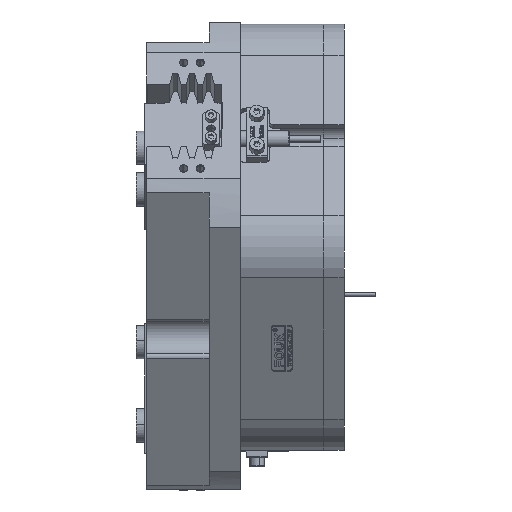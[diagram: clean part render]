
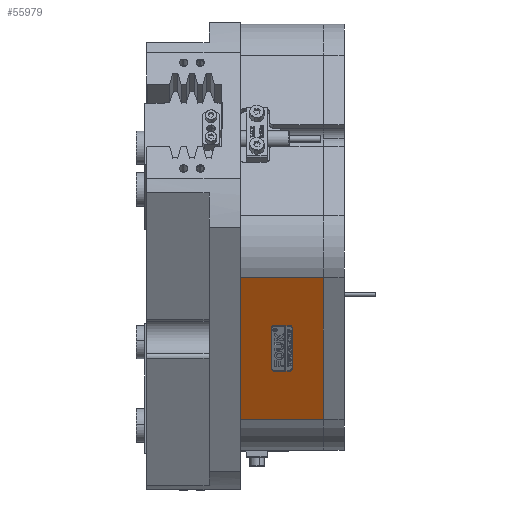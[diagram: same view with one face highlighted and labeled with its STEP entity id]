
A CAD part, left-side view. The second image highlights one B-rep face of the part: STEP entity #55979.
In plain terms, the highlighted planar face has unit normal (-0.866, 0, -0.5).
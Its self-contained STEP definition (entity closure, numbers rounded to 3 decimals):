
#710 = DIRECTION ( 'NONE',  ( 0., -1., 0. ) ) ;
#738 = DIRECTION ( 'NONE',  ( -0.5, 0., 0.866 ) ) ;
#775 = VERTEX_POINT ( 'NONE', #993 ) ;
#993 = CARTESIAN_POINT ( 'NONE',  ( -109.697, 40., -18. ) ) ;
#2254 = PLANE ( 'NONE',  #45196 ) ;
#2447 = LINE ( 'NONE', #54055, #5362 ) ;
#3789 = CARTESIAN_POINT ( 'NONE',  ( -70.437, 0., -86. ) ) ;
#4077 = LINE ( 'NONE', #42295, #4851 ) ;
#4638 = EDGE_CURVE ( 'NONE', #30679, #59551, #2447, .T. ) ;
#4851 = VECTOR ( 'NONE', #19983, 1000. ) ;
#5300 = DIRECTION ( 'NONE',  ( 0., 1., 0. ) ) ;
#5362 = VECTOR ( 'NONE', #26550, 1000. ) ;
#6066 = CARTESIAN_POINT ( 'NONE',  ( -95.567, 25.1, -42.474 ) ) ;
#6844 = ORIENTED_EDGE ( 'NONE', *, *, #57231, .F. ) ;
#6871 = CARTESIAN_POINT ( 'NONE',  ( -90.067, 40., -52. ) ) ;
#8073 = ORIENTED_EDGE ( 'NONE', *, *, #28214, .F. ) ;
#8088 = VECTOR ( 'NONE', #51541, 1000. ) ;
#8689 = EDGE_CURVE ( 'NONE', #14592, #39025, #46744, .T. ) ;
#8696 = EDGE_CURVE ( 'NONE', #52706, #32354, #44548, .T. ) ;
#8832 = LINE ( 'NONE', #50564, #51292 ) ;
#9307 = CARTESIAN_POINT ( 'NONE',  ( -109.697, 40., -18. ) ) ;
#9928 = CARTESIAN_POINT ( 'NONE',  ( -96.367, 16.5, -41.088 ) ) ;
#11783 = VECTOR ( 'NONE', #41375, 1000. ) ;
#11926 = DIRECTION ( 'NONE',  ( -0.5, 0., 0.866 ) ) ;
#12413 = EDGE_LOOP ( 'NONE', ( #36883, #58418, #54154, #12538 ) ) ;
#12538 = ORIENTED_EDGE ( 'NONE', *, *, #28123, .T. ) ;
#12605 = VERTEX_POINT ( 'NONE', #21029 ) ;
#14568 = CARTESIAN_POINT ( 'NONE',  ( -83.767, 16.5, -62.912 ) ) ;
#14592 = VERTEX_POINT ( 'NONE', #57778 ) ;
#15752 = DIRECTION ( 'NONE',  ( -0.866, 0., -0.5 ) ) ;
#17880 = CARTESIAN_POINT ( 'NONE',  ( -95.567, 14.9, -42.474 ) ) ;
#18317 = LINE ( 'NONE', #9307, #32695 ) ;
#18495 = AXIS2_PLACEMENT_3D ( 'NONE', #43894, #15752, #11926 ) ;
#19408 = CARTESIAN_POINT ( 'NONE',  ( -95.567, 25.1, -42.474 ) ) ;
#19983 = DIRECTION ( 'NONE',  ( 0.5, 0., -0.866 ) ) ;
#20310 = LINE ( 'NONE', #19408, #8088 ) ;
#20644 = ORIENTED_EDGE ( 'NONE', *, *, #24144, .F. ) ;
#20701 = VERTEX_POINT ( 'NONE', #9928 ) ;
#21029 = CARTESIAN_POINT ( 'NONE',  ( -70.437, 40., -86. ) ) ;
#21056 = VERTEX_POINT ( 'NONE', #40409 ) ;
#21673 = CARTESIAN_POINT ( 'NONE',  ( -95.567, 14.9, -42.474 ) ) ;
#23027 = DIRECTION ( 'NONE',  ( 0., -1., 0. ) ) ;
#24144 = EDGE_CURVE ( 'NONE', #35719, #21056, #46801, .T. ) ;
#26356 = VECTOR ( 'NONE', #710, 1000. ) ;
#26550 = DIRECTION ( 'NONE',  ( 0.5, 0., -0.866 ) ) ;
#26689 = EDGE_CURVE ( 'NONE', #32354, #35719, #42872, .T. ) ;
#28123 = EDGE_CURVE ( 'NONE', #12605, #59551, #8832, .T. ) ;
#28214 = EDGE_CURVE ( 'NONE', #39025, #52706, #20310, .T. ) ;
#28343 = ORIENTED_EDGE ( 'NONE', *, *, #28976, .F. ) ;
#28642 = AXIS2_PLACEMENT_3D ( 'NONE', #51559, #55780, #42316 ) ;
#28976 = EDGE_CURVE ( 'NONE', #30252, #20701, #40352, .T. ) ;
#29983 = CARTESIAN_POINT ( 'NONE',  ( -83.767, 16.5, -62.912 ) ) ;
#30066 = DIRECTION ( 'NONE',  ( -0.866, 0., -0.5 ) ) ;
#30252 = VERTEX_POINT ( 'NONE', #21673 ) ;
#30679 = VERTEX_POINT ( 'NONE', #57551 ) ;
#31811 = EDGE_LOOP ( 'NONE', ( #40040, #46707, #28343, #6844, #20644, #43611, #42024, #8073 ) ) ;
#32354 = VERTEX_POINT ( 'NONE', #41638 ) ;
#32695 = VECTOR ( 'NONE', #5300, 1000. ) ;
#33270 = LINE ( 'NONE', #46858, #43326 ) ;
#35719 = VERTEX_POINT ( 'NONE', #29983 ) ;
#36118 = EDGE_CURVE ( 'NONE', #20701, #14592, #33270, .T. ) ;
#36883 = ORIENTED_EDGE ( 'NONE', *, *, #4638, .F. ) ;
#38448 = FACE_BOUND ( 'NONE', #31811, .T. ) ;
#38984 = DIRECTION ( 'NONE',  ( -0.866, 0., -0.5 ) ) ;
#39025 = VERTEX_POINT ( 'NONE', #6066 ) ;
#40015 = EDGE_CURVE ( 'NONE', #775, #12605, #4077, .T. ) ;
#40040 = ORIENTED_EDGE ( 'NONE', *, *, #8689, .F. ) ;
#40352 = CIRCLE ( 'NONE', #18495, 1.6 ) ;
#40409 = CARTESIAN_POINT ( 'NONE',  ( -84.567, 14.9, -61.526 ) ) ;
#41375 = DIRECTION ( 'NONE',  ( -0.5, 0., 0.866 ) ) ;
#41638 = CARTESIAN_POINT ( 'NONE',  ( -83.767, 23.5, -62.912 ) ) ;
#42024 = ORIENTED_EDGE ( 'NONE', *, *, #8696, .F. ) ;
#42295 = CARTESIAN_POINT ( 'NONE',  ( -90.067, 40., -52. ) ) ;
#42316 = DIRECTION ( 'NONE',  ( -0.5, 0., 0.866 ) ) ;
#42872 = LINE ( 'NONE', #14568, #26356 ) ;
#43326 = VECTOR ( 'NONE', #56103, 1000. ) ;
#43611 = ORIENTED_EDGE ( 'NONE', *, *, #26689, .F. ) ;
#43894 = CARTESIAN_POINT ( 'NONE',  ( -95.567, 16.5, -42.474 ) ) ;
#44548 = CIRCLE ( 'NONE', #46295, 1.6 ) ;
#45196 = AXIS2_PLACEMENT_3D ( 'NONE', #6871, #38984, #53184 ) ;
#46295 = AXIS2_PLACEMENT_3D ( 'NONE', #55592, #46331, #738 ) ;
#46331 = DIRECTION ( 'NONE',  ( -0.866, 0., -0.5 ) ) ;
#46689 = CARTESIAN_POINT ( 'NONE',  ( -84.567, 25.1, -61.526 ) ) ;
#46707 = ORIENTED_EDGE ( 'NONE', *, *, #36118, .F. ) ;
#46744 = CIRCLE ( 'NONE', #28642, 1.6 ) ;
#46801 = CIRCLE ( 'NONE', #56421, 1.6 ) ;
#46858 = CARTESIAN_POINT ( 'NONE',  ( -96.367, 16.5, -41.088 ) ) ;
#50564 = CARTESIAN_POINT ( 'NONE',  ( -70.437, 0., -86. ) ) ;
#51292 = VECTOR ( 'NONE', #23027, 1000. ) ;
#51541 = DIRECTION ( 'NONE',  ( 0.5, 0., -0.866 ) ) ;
#51559 = CARTESIAN_POINT ( 'NONE',  ( -95.567, 23.5, -42.474 ) ) ;
#52363 = DIRECTION ( 'NONE',  ( 0.5, 0., -0.866 ) ) ;
#52706 = VERTEX_POINT ( 'NONE', #46689 ) ;
#53184 = DIRECTION ( 'NONE',  ( -0.5, 0., 0.866 ) ) ;
#54055 = CARTESIAN_POINT ( 'NONE',  ( -90.067, 0., -52. ) ) ;
#54154 = ORIENTED_EDGE ( 'NONE', *, *, #40015, .T. ) ;
#55592 = CARTESIAN_POINT ( 'NONE',  ( -84.567, 23.5, -61.526 ) ) ;
#55780 = DIRECTION ( 'NONE',  ( -0.866, 0., -0.5 ) ) ;
#55979 = ADVANCED_FACE ( 'NONE', ( #38448, #59341 ), #2254, .T. ) ;
#56103 = DIRECTION ( 'NONE',  ( 0., 1., 0. ) ) ;
#56421 = AXIS2_PLACEMENT_3D ( 'NONE', #56786, #30066, #52363 ) ;
#56781 = EDGE_CURVE ( 'NONE', #30679, #775, #18317, .T. ) ;
#56786 = CARTESIAN_POINT ( 'NONE',  ( -84.567, 16.5, -61.526 ) ) ;
#57231 = EDGE_CURVE ( 'NONE', #21056, #30252, #59231, .T. ) ;
#57551 = CARTESIAN_POINT ( 'NONE',  ( -109.697, 0., -18. ) ) ;
#57778 = CARTESIAN_POINT ( 'NONE',  ( -96.367, 23.5, -41.088 ) ) ;
#58418 = ORIENTED_EDGE ( 'NONE', *, *, #56781, .T. ) ;
#59231 = LINE ( 'NONE', #17880, #11783 ) ;
#59341 = FACE_OUTER_BOUND ( 'NONE', #12413, .T. ) ;
#59551 = VERTEX_POINT ( 'NONE', #3789 ) ;
